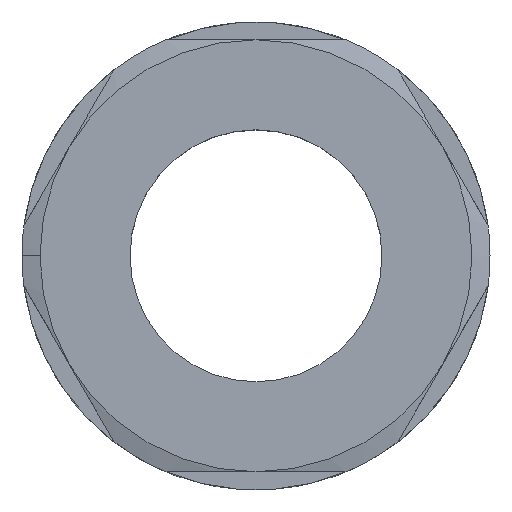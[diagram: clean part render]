
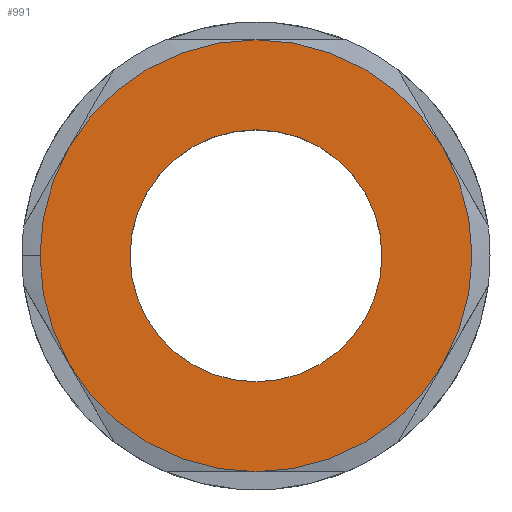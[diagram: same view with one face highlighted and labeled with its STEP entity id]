
A CAD part, top view. The second image highlights one B-rep face of the part: STEP entity #991.
In plain terms, the highlighted planar face has unit normal (0, 0, 1).
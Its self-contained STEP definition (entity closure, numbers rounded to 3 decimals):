
#5 = VERTEX_POINT ( 'NONE', #1060 ) ;
#98 = ORIENTED_EDGE ( 'NONE', *, *, #508, .F. ) ;
#128 = ORIENTED_EDGE ( 'NONE', *, *, #749, .F. ) ;
#130 = ORIENTED_EDGE ( 'NONE', *, *, #396, .F. ) ;
#134 = VERTEX_POINT ( 'NONE', #512 ) ;
#184 = VERTEX_POINT ( 'NONE', #287 ) ;
#192 = CARTESIAN_POINT ( 'NONE',  ( -7.794, -4.5, 2.5 ) ) ;
#195 = AXIS2_PLACEMENT_3D ( 'NONE', #341, #354, #331 ) ;
#228 = CIRCLE ( 'NONE', #501, 9. ) ;
#233 = EDGE_CURVE ( 'NONE', #5, #239, #1025, .T. ) ;
#236 = EDGE_CURVE ( 'NONE', #247, #134, #381, .T. ) ;
#239 = VERTEX_POINT ( 'NONE', #1019 ) ;
#240 = ORIENTED_EDGE ( 'NONE', *, *, #236, .F. ) ;
#246 = CIRCLE ( 'NONE', #480, 9. ) ;
#247 = VERTEX_POINT ( 'NONE', #1008 ) ;
#255 = ORIENTED_EDGE ( 'NONE', *, *, #271, .F. ) ;
#271 = EDGE_CURVE ( 'NONE', #239, #890, #326, .T. ) ;
#287 = CARTESIAN_POINT ( 'NONE',  ( -9., 0., 2.5 ) ) ;
#294 = ORIENTED_EDGE ( 'NONE', *, *, #360, .F. ) ;
#326 = CIRCLE ( 'NONE', #910, 9. ) ;
#331 = DIRECTION ( 'NONE',  ( 1., 0., 0. ) ) ;
#334 = PLANE ( 'NONE',  #195 ) ;
#341 = CARTESIAN_POINT ( 'NONE',  ( 0., 0., 2.5 ) ) ;
#354 = DIRECTION ( 'NONE',  ( 0., 0., 1. ) ) ;
#360 = EDGE_CURVE ( 'NONE', #890, #591, #996, .T. ) ;
#368 = CIRCLE ( 'NONE', #590, 9. ) ;
#378 = AXIS2_PLACEMENT_3D ( 'NONE', #520, #519, #518 ) ;
#381 = CIRCLE ( 'NONE', #929, 5.25 ) ;
#396 = EDGE_CURVE ( 'NONE', #591, #1050, #781, .T. ) ;
#460 = CARTESIAN_POINT ( 'NONE',  ( 7.794, -4.5, 2.5 ) ) ;
#480 = AXIS2_PLACEMENT_3D ( 'NONE', #621, #619, #618 ) ;
#501 = AXIS2_PLACEMENT_3D ( 'NONE', #655, #654, #650 ) ;
#508 = EDGE_CURVE ( 'NONE', #184, #741, #368, .T. ) ;
#512 = CARTESIAN_POINT ( 'NONE',  ( 5.25, 0., 2.5 ) ) ;
#518 = DIRECTION ( 'NONE',  ( 1., 0., 0. ) ) ;
#519 = DIRECTION ( 'NONE',  ( 0., 0., 1. ) ) ;
#520 = CARTESIAN_POINT ( 'NONE',  ( 0., 0., 2.5 ) ) ;
#536 = CARTESIAN_POINT ( 'NONE',  ( -7.794, 4.5, 2.5 ) ) ;
#546 = ORIENTED_EDGE ( 'NONE', *, *, #670, .F. ) ;
#590 = AXIS2_PLACEMENT_3D ( 'NONE', #751, #750, #748 ) ;
#591 = VERTEX_POINT ( 'NONE', #707 ) ;
#611 = CIRCLE ( 'NONE', #378, 5.25 ) ;
#618 = DIRECTION ( 'NONE',  ( -1., 0., 0. ) ) ;
#619 = DIRECTION ( 'NONE',  ( 0., 0., -1. ) ) ;
#621 = CARTESIAN_POINT ( 'NONE',  ( 0., 0., 2.5 ) ) ;
#647 = EDGE_CURVE ( 'NONE', #741, #5, #228, .T. ) ;
#650 = DIRECTION ( 'NONE',  ( -1., 0., 0. ) ) ;
#654 = DIRECTION ( 'NONE',  ( 0., 0., -1. ) ) ;
#655 = CARTESIAN_POINT ( 'NONE',  ( 0., 0., 2.5 ) ) ;
#670 = EDGE_CURVE ( 'NONE', #1050, #184, #246, .T. ) ;
#693 = EDGE_LOOP ( 'NONE', ( #1052, #880, #98, #546, #130, #294, #255 ) ) ;
#707 = CARTESIAN_POINT ( 'NONE',  ( 0., -9., 2.5 ) ) ;
#741 = VERTEX_POINT ( 'NONE', #536 ) ;
#748 = DIRECTION ( 'NONE',  ( -1., 0., 0. ) ) ;
#749 = EDGE_CURVE ( 'NONE', #134, #247, #611, .T. ) ;
#750 = DIRECTION ( 'NONE',  ( 0., 0., -1. ) ) ;
#751 = CARTESIAN_POINT ( 'NONE',  ( 0., 0., 2.5 ) ) ;
#768 = AXIS2_PLACEMENT_3D ( 'NONE', #812, #810, #809 ) ;
#781 = CIRCLE ( 'NONE', #768, 9. ) ;
#809 = DIRECTION ( 'NONE',  ( -1., 0., 0. ) ) ;
#810 = DIRECTION ( 'NONE',  ( 0., 0., -1. ) ) ;
#812 = CARTESIAN_POINT ( 'NONE',  ( 0., 0., 2.5 ) ) ;
#855 = AXIS2_PLACEMENT_3D ( 'NONE', #875, #873, #871 ) ;
#861 = EDGE_LOOP ( 'NONE', ( #128, #240 ) ) ;
#871 = DIRECTION ( 'NONE',  ( -1., 0., 0. ) ) ;
#873 = DIRECTION ( 'NONE',  ( 0., 0., -1. ) ) ;
#875 = CARTESIAN_POINT ( 'NONE',  ( 0., 0., 2.5 ) ) ;
#880 = ORIENTED_EDGE ( 'NONE', *, *, #647, .F. ) ;
#890 = VERTEX_POINT ( 'NONE', #460 ) ;
#910 = AXIS2_PLACEMENT_3D ( 'NONE', #961, #960, #958 ) ;
#929 = AXIS2_PLACEMENT_3D ( 'NONE', #985, #980, #979 ) ;
#958 = DIRECTION ( 'NONE',  ( -1., 0., 0. ) ) ;
#960 = DIRECTION ( 'NONE',  ( 0., 0., -1. ) ) ;
#961 = CARTESIAN_POINT ( 'NONE',  ( 0., 0., 2.5 ) ) ;
#963 = AXIS2_PLACEMENT_3D ( 'NONE', #1041, #1032, #1026 ) ;
#978 = FACE_OUTER_BOUND ( 'NONE', #693, .T. ) ;
#979 = DIRECTION ( 'NONE',  ( 1., 0., 0. ) ) ;
#980 = DIRECTION ( 'NONE',  ( 0., 0., 1. ) ) ;
#985 = CARTESIAN_POINT ( 'NONE',  ( 0., 0., 2.5 ) ) ;
#991 = ADVANCED_FACE ( 'NONE', ( #1027, #978 ), #334, .T. ) ;
#996 = CIRCLE ( 'NONE', #855, 9. ) ;
#1008 = CARTESIAN_POINT ( 'NONE',  ( -5.25, 0., 2.5 ) ) ;
#1019 = CARTESIAN_POINT ( 'NONE',  ( 7.794, 4.5, 2.5 ) ) ;
#1025 = CIRCLE ( 'NONE', #963, 9. ) ;
#1026 = DIRECTION ( 'NONE',  ( -1., 0., 0. ) ) ;
#1027 = FACE_BOUND ( 'NONE', #861, .T. ) ;
#1032 = DIRECTION ( 'NONE',  ( 0., 0., -1. ) ) ;
#1041 = CARTESIAN_POINT ( 'NONE',  ( 0., 0., 2.5 ) ) ;
#1050 = VERTEX_POINT ( 'NONE', #192 ) ;
#1052 = ORIENTED_EDGE ( 'NONE', *, *, #233, .F. ) ;
#1060 = CARTESIAN_POINT ( 'NONE',  ( 0., 9., 2.5 ) ) ;
